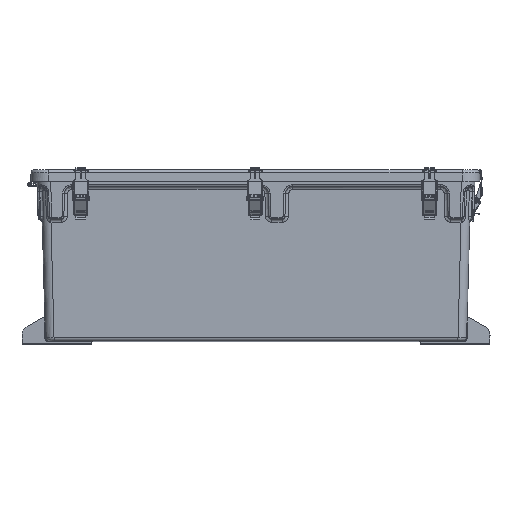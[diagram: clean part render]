
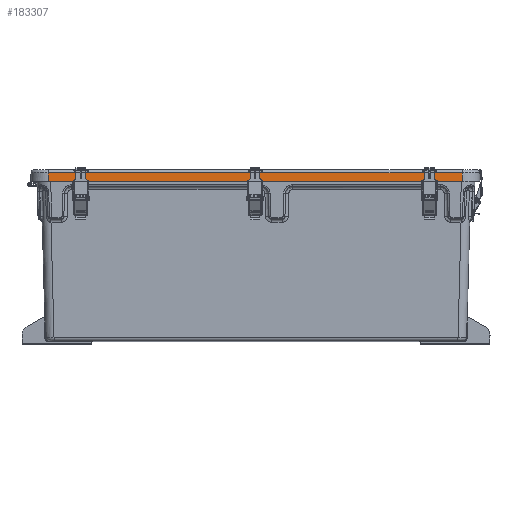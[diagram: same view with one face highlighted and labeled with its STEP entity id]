
A CAD part, top view. The second image highlights one B-rep face of the part: STEP entity #183307.
In plain terms, the highlighted planar face has unit normal (0, 0.026, 1).
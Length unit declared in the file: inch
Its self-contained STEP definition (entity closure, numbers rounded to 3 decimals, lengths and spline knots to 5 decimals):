
#7500 = DIRECTION ( 'NONE',  ( -0.026, 0.999, -0.026 ) ) ;
#21502 = EDGE_CURVE ( 'NONE', #46842, #82781, #125942, .T. ) ;
#22700 = AXIS2_PLACEMENT_3D ( 'NONE', #63327, #63965, #94268 ) ;
#28621 = CARTESIAN_POINT ( 'NONE',  ( 1.58574, 6.19795, 13.0946 ) ) ;
#31549 = VECTOR ( 'NONE', #7500, 39.37008 ) ;
#35090 = PLANE ( 'NONE',  #22700 ) ;
#46842 = VERTEX_POINT ( 'NONE', #67749 ) ;
#55238 = EDGE_CURVE ( 'NONE', #179189, #180754, #93078, .T. ) ;
#63327 = CARTESIAN_POINT ( 'NONE',  ( 1.58574, 7.02269, 13.073 ) ) ;
#63965 = DIRECTION ( 'NONE',  ( 0., 0.026, 1. ) ) ;
#67384 = EDGE_CURVE ( 'NONE', #180754, #82781, #134881, .T. ) ;
#67749 = CARTESIAN_POINT ( 'NONE',  ( -13.24506, 6.77923, 13.07938 ) ) ;
#75018 = CARTESIAN_POINT ( 'NONE',  ( 16.41654, 6.77923, 13.07938 ) ) ;
#77331 = ORIENTED_EDGE ( 'NONE', *, *, #176240, .T. ) ;
#82781 = VERTEX_POINT ( 'NONE', #75018 ) ;
#85322 = DIRECTION ( 'NONE',  ( 1., 0., 0. ) ) ;
#88750 = ORIENTED_EDGE ( 'NONE', *, *, #55238, .T. ) ;
#93078 = LINE ( 'NONE', #28621, #136624 ) ;
#94268 = DIRECTION ( 'NONE',  ( 0., -1., 0.026 ) ) ;
#95692 = CARTESIAN_POINT ( 'NONE',  ( 16.43177, 6.19795, 13.0946 ) ) ;
#102920 = VECTOR ( 'NONE', #85322, 39.37008 ) ;
#108124 = ORIENTED_EDGE ( 'NONE', *, *, #21502, .F. ) ;
#113124 = EDGE_LOOP ( 'NONE', ( #77331, #88750, #146737, #108124 ) ) ;
#115357 = DIRECTION ( 'NONE',  ( 1., 0., 0. ) ) ;
#122694 = VECTOR ( 'NONE', #178245, 39.37008 ) ;
#125942 = LINE ( 'NONE', #173237, #102920 ) ;
#134881 = LINE ( 'NONE', #182774, #31549 ) ;
#136624 = VECTOR ( 'NONE', #115357, 39.37008 ) ;
#146737 = ORIENTED_EDGE ( 'NONE', *, *, #67384, .T. ) ;
#150618 = CARTESIAN_POINT ( 'NONE',  ( -13.24506, 6.77923, 13.07938 ) ) ;
#161324 = FACE_OUTER_BOUND ( 'NONE', #113124, .T. ) ;
#161742 = LINE ( 'NONE', #150618, #122694 ) ;
#170204 = CARTESIAN_POINT ( 'NONE',  ( -13.26028, 6.19795, 13.0946 ) ) ;
#173237 = CARTESIAN_POINT ( 'NONE',  ( 1.58574, 6.77923, 13.07938 ) ) ;
#176240 = EDGE_CURVE ( 'NONE', #46842, #179189, #161742, .T. ) ;
#178245 = DIRECTION ( 'NONE',  ( -0.026, -0.999, 0.026 ) ) ;
#179189 = VERTEX_POINT ( 'NONE', #170204 ) ;
#180754 = VERTEX_POINT ( 'NONE', #95692 ) ;
#182774 = CARTESIAN_POINT ( 'NONE',  ( 16.43177, 6.19795, 13.0946 ) ) ;
#183307 = ADVANCED_FACE ( 'NONE', ( #161324 ), #35090, .T. ) ;
